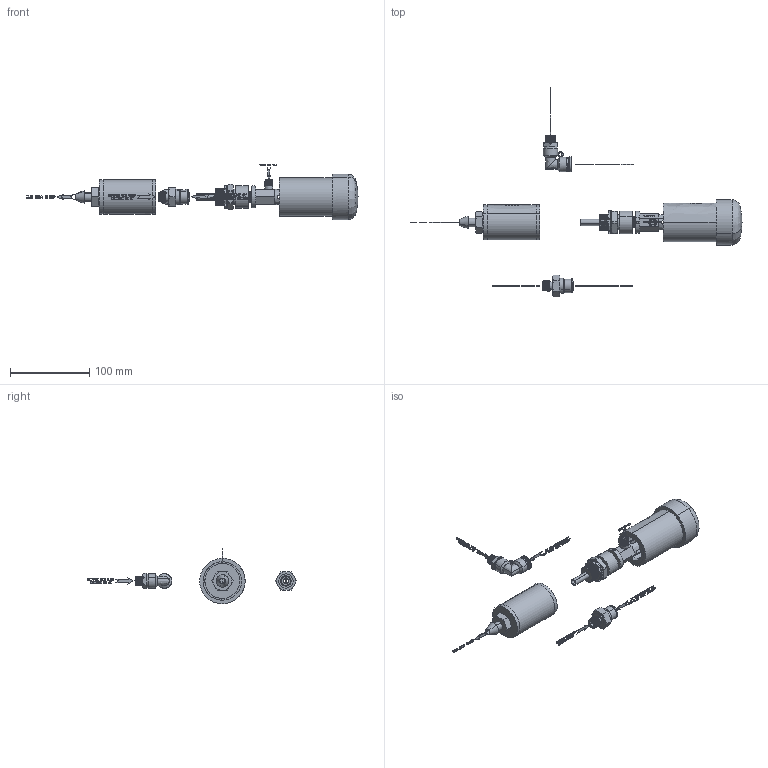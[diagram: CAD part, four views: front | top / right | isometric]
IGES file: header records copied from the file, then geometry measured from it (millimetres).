
Start section: START RECORD GO HERE.
Global section: file name: Small Panel Cooler With Cold End Muffler And Hot End Muffler Assy.igs; native system: DASSAULT SYSTEMES CATIA V5 R20 - www.3ds.com; preprocessor: CATIA Version 5 Release 20 ; author: DESIGNENG; organization: KJNDESIGN; date: 20150325.105545; units: millimetre
Bounding box: 418.09 x 263.7 x 69.68 mm (x, y, z)
Volume: 273682.7 mm3; surface area: 89241.3 mm2
Topology: 152 solids, 152 shells, 4358 faces, 11796 edges, 7832 vertices
Faces by surface type: bspline 4358
